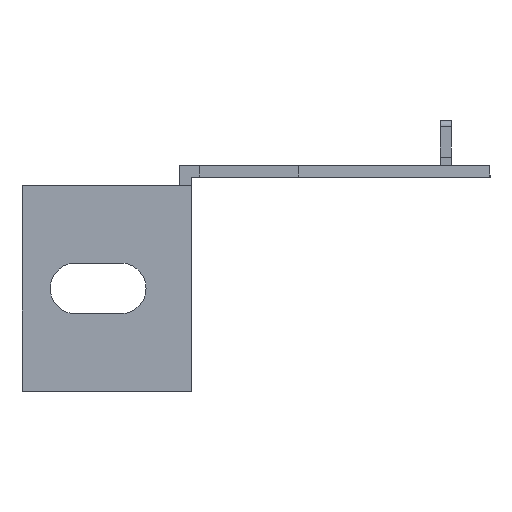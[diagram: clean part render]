
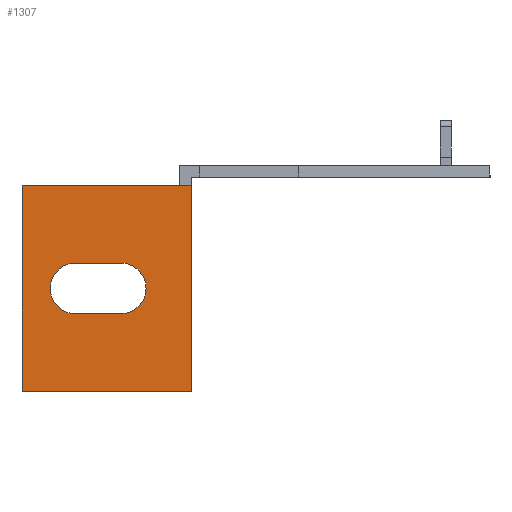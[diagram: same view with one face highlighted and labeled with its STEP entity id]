
A CAD part, left-side view. The second image highlights one B-rep face of the part: STEP entity #1307.
In plain terms, the highlighted planar face has unit normal (-1, 0, 0).
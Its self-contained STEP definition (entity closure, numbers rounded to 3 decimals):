
#8 = FACE_OUTER_BOUND ( 'NONE', #1920, .T. ) ;
#36 = AXIS2_PLACEMENT_3D ( 'NONE', #3276, #2291, #2283 ) ;
#106 = LINE ( 'NONE', #2700, #1391 ) ;
#117 = DIRECTION ( 'NONE',  ( 0., -1., 0. ) ) ;
#144 = VERTEX_POINT ( 'NONE', #888 ) ;
#161 = VERTEX_POINT ( 'NONE', #971 ) ;
#244 = LINE ( 'NONE', #708, #1865 ) ;
#247 = ORIENTED_EDGE ( 'NONE', *, *, #2724, .T. ) ;
#256 = DIRECTION ( 'NONE',  ( 0., -1., 0. ) ) ;
#317 = ORIENTED_EDGE ( 'NONE', *, *, #2189, .T. ) ;
#369 = VECTOR ( 'NONE', #3123, 1000. ) ;
#396 = ORIENTED_EDGE ( 'NONE', *, *, #3250, .F. ) ;
#409 = CIRCLE ( 'NONE', #3122, 4.5 ) ;
#417 = LINE ( 'NONE', #2484, #1597 ) ;
#460 = LINE ( 'NONE', #1800, #369 ) ;
#478 = CARTESIAN_POINT ( 'NONE',  ( -152.5, -2., 18.25 ) ) ;
#497 = CARTESIAN_POINT ( 'NONE',  ( -152.5, 0., -18.25 ) ) ;
#528 = CARTESIAN_POINT ( 'NONE',  ( -152.5, 28., 18.25 ) ) ;
#616 = EDGE_CURVE ( 'NONE', #2216, #950, #417, .T. ) ;
#618 = EDGE_CURVE ( 'NONE', #3534, #2733, #2213, .T. ) ;
#708 = CARTESIAN_POINT ( 'NONE',  ( -152.5, -2., 18.25 ) ) ;
#812 = VERTEX_POINT ( 'NONE', #1869 ) ;
#888 = CARTESIAN_POINT ( 'NONE',  ( -152.5, -2., -18.25 ) ) ;
#892 = CARTESIAN_POINT ( 'NONE',  ( -152.5, 18.5, 4.5 ) ) ;
#934 = DIRECTION ( 'NONE',  ( 0., 0., -1. ) ) ;
#950 = VERTEX_POINT ( 'NONE', #2256 ) ;
#971 = CARTESIAN_POINT ( 'NONE',  ( -152.5, 1.5, 18.25 ) ) ;
#993 = ORIENTED_EDGE ( 'NONE', *, *, #616, .T. ) ;
#1001 = CARTESIAN_POINT ( 'NONE',  ( -152.5, 10.5, -4.5 ) ) ;
#1046 = DIRECTION ( 'NONE',  ( 0., 0., -1. ) ) ;
#1095 = ORIENTED_EDGE ( 'NONE', *, *, #3422, .T. ) ;
#1301 = DIRECTION ( 'NONE',  ( 0., -1., 0. ) ) ;
#1307 = ADVANCED_FACE ( 'NONE', ( #3447, #8 ), #3537, .T. ) ;
#1391 = VECTOR ( 'NONE', #2598, 1000. ) ;
#1489 = VECTOR ( 'NONE', #1301, 1000. ) ;
#1523 = VECTOR ( 'NONE', #256, 1000. ) ;
#1524 = EDGE_CURVE ( 'NONE', #2987, #3534, #409, .T. ) ;
#1540 = ORIENTED_EDGE ( 'NONE', *, *, #3494, .F. ) ;
#1546 = CARTESIAN_POINT ( 'NONE',  ( -152.5, 28., -18.25 ) ) ;
#1579 = LINE ( 'NONE', #528, #1489 ) ;
#1597 = VECTOR ( 'NONE', #2488, 1000. ) ;
#1662 = EDGE_CURVE ( 'NONE', #950, #812, #1698, .T. ) ;
#1673 = AXIS2_PLACEMENT_3D ( 'NONE', #3546, #2504, #1046 ) ;
#1698 = LINE ( 'NONE', #1546, #1523 ) ;
#1800 = CARTESIAN_POINT ( 'NONE',  ( -152.5, 10.5, -4.5 ) ) ;
#1865 = VECTOR ( 'NONE', #934, 1000. ) ;
#1869 = CARTESIAN_POINT ( 'NONE',  ( -152.5, 1.5, -18.25 ) ) ;
#1906 = VECTOR ( 'NONE', #2489, 1000. ) ;
#1920 = EDGE_LOOP ( 'NONE', ( #3112, #1095, #1540, #2015, #396, #993 ) ) ;
#1970 = EDGE_LOOP ( 'NONE', ( #247, #317, #2590, #2262 ) ) ;
#2015 = ORIENTED_EDGE ( 'NONE', *, *, #2609, .F. ) ;
#2189 = EDGE_CURVE ( 'NONE', #2978, #2987, #460, .T. ) ;
#2213 = LINE ( 'NONE', #2470, #1906 ) ;
#2216 = VERTEX_POINT ( 'NONE', #3437 ) ;
#2256 = CARTESIAN_POINT ( 'NONE',  ( -152.5, 28., -18.25 ) ) ;
#2262 = ORIENTED_EDGE ( 'NONE', *, *, #618, .T. ) ;
#2283 = DIRECTION ( 'NONE',  ( 0., 0., -1. ) ) ;
#2291 = DIRECTION ( 'NONE',  ( -1., 0., 0. ) ) ;
#2344 = LINE ( 'NONE', #497, #2374 ) ;
#2374 = VECTOR ( 'NONE', #117, 1000. ) ;
#2470 = CARTESIAN_POINT ( 'NONE',  ( -152.5, 10.5, 4.5 ) ) ;
#2484 = CARTESIAN_POINT ( 'NONE',  ( -152.5, 28., 18.25 ) ) ;
#2488 = DIRECTION ( 'NONE',  ( 0., 0., -1. ) ) ;
#2489 = DIRECTION ( 'NONE',  ( 0., -1., 0. ) ) ;
#2504 = DIRECTION ( 'NONE',  ( 1., 0., 0. ) ) ;
#2590 = ORIENTED_EDGE ( 'NONE', *, *, #1524, .T. ) ;
#2598 = DIRECTION ( 'NONE',  ( 0., -1., 0. ) ) ;
#2609 = EDGE_CURVE ( 'NONE', #161, #3495, #1579, .T. ) ;
#2700 = CARTESIAN_POINT ( 'NONE',  ( -152.5, 28., 18.25 ) ) ;
#2724 = EDGE_CURVE ( 'NONE', #2733, #2978, #3488, .T. ) ;
#2733 = VERTEX_POINT ( 'NONE', #3019 ) ;
#2952 = CARTESIAN_POINT ( 'NONE',  ( -152.5, 18.5, -4.5 ) ) ;
#2978 = VERTEX_POINT ( 'NONE', #1001 ) ;
#2987 = VERTEX_POINT ( 'NONE', #2952 ) ;
#3019 = CARTESIAN_POINT ( 'NONE',  ( -152.5, 10.5, 4.5 ) ) ;
#3092 = DIRECTION ( 'NONE',  ( 0., 0., -1. ) ) ;
#3112 = ORIENTED_EDGE ( 'NONE', *, *, #1662, .T. ) ;
#3122 = AXIS2_PLACEMENT_3D ( 'NONE', #3467, #3505, #3092 ) ;
#3123 = DIRECTION ( 'NONE',  ( 0., 1., 0. ) ) ;
#3250 = EDGE_CURVE ( 'NONE', #2216, #161, #106, .T. ) ;
#3276 = CARTESIAN_POINT ( 'NONE',  ( -152.5, 28., 18.25 ) ) ;
#3422 = EDGE_CURVE ( 'NONE', #812, #144, #2344, .T. ) ;
#3437 = CARTESIAN_POINT ( 'NONE',  ( -152.5, 28., 18.25 ) ) ;
#3447 = FACE_BOUND ( 'NONE', #1970, .T. ) ;
#3467 = CARTESIAN_POINT ( 'NONE',  ( -152.5, 18.5, 0. ) ) ;
#3488 = CIRCLE ( 'NONE', #1673, 4.5 ) ;
#3494 = EDGE_CURVE ( 'NONE', #3495, #144, #244, .T. ) ;
#3495 = VERTEX_POINT ( 'NONE', #478 ) ;
#3505 = DIRECTION ( 'NONE',  ( 1., 0., 0. ) ) ;
#3534 = VERTEX_POINT ( 'NONE', #892 ) ;
#3537 = PLANE ( 'NONE',  #36 ) ;
#3546 = CARTESIAN_POINT ( 'NONE',  ( -152.5, 10.5, 0. ) ) ;
